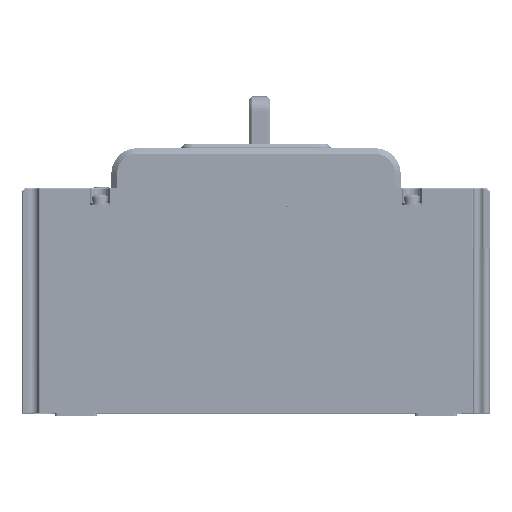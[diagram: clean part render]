
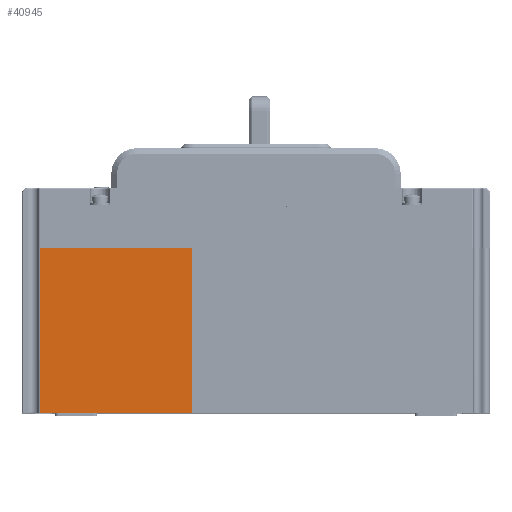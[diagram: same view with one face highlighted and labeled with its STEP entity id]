
A CAD part, top view. The second image highlights one B-rep face of the part: STEP entity #40945.
In plain terms, the highlighted planar face has unit normal (0, 0, 1).
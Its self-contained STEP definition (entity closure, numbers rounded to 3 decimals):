
#955=DIRECTION('',(-1.,0.,0.));
#956=VECTOR('',#955,53.675);
#957=CARTESIAN_POINT('',(-22.5,8.7,88.5));
#958=LINE('',#957,#956);
#9684=DIRECTION('',(0.,-1.,0.));
#9685=VECTOR('',#9684,58.297);
#9686=CARTESIAN_POINT('',(-76.175,8.7,88.5));
#9687=LINE('',#9686,#9685);
#9688=DIRECTION('',(0.,1.,0.));
#9689=VECTOR('',#9688,58.3);
#9690=CARTESIAN_POINT('',(-22.5,-49.6,88.5));
#9691=LINE('',#9690,#9689);
#9692=DIRECTION('',(1.,0.,0.));
#9693=VECTOR('',#9692,53.632);
#9694=CARTESIAN_POINT('',(-76.132,-49.6,88.5));
#9695=LINE('',#9694,#9693);
#9696=CARTESIAN_POINT('',(-76.175,-49.597,
88.5));
#9697=CARTESIAN_POINT('',(-76.168,-49.598,
88.5));
#9698=CARTESIAN_POINT('',(-76.154,-49.599,
88.5));
#9699=CARTESIAN_POINT('',(-76.139,-49.6,88.5));
#9700=CARTESIAN_POINT('',(-76.132,-49.6,88.5));
#25630=CARTESIAN_POINT('',(-22.5,8.7,88.5));
#25631=VERTEX_POINT('',#25630);
#26038=CARTESIAN_POINT('',(-22.5,-49.6,88.5));
#26040=VERTEX_POINT('',#26038);
#26607=CARTESIAN_POINT('',(-76.175,8.7,88.5));
#26609=VERTEX_POINT('',#26607);
#26610=CARTESIAN_POINT('',(-76.175,-49.597,
88.5));
#26611=VERTEX_POINT('',#26610);
#26612=VERTEX_POINT('',#9700);
#40932=CARTESIAN_POINT('',(0.,0.,88.5));
#40933=DIRECTION('',(0.,0.,1.));
#40934=DIRECTION('',(1.,0.,0.));
#40935=AXIS2_PLACEMENT_3D('',#40932,#40933,#40934);
#40936=PLANE('',#40935);
#40938=ORIENTED_EDGE('',*,*,#40937,.F.);
#40939=ORIENTED_EDGE('',*,*,#30451,.F.);
#40940=ORIENTED_EDGE('',*,*,#40862,.F.);
#40941=ORIENTED_EDGE('',*,*,#40875,.F.);
#40942=ORIENTED_EDGE('',*,*,#40903,.F.);
#40943=EDGE_LOOP('',(#40938,#40939,#40940,#40941,#40942));
#40944=FACE_OUTER_BOUND('',#40943,.F.);
#40945=ADVANCED_FACE('',(#40944),#40936,.T.);
#9701=B_SPLINE_CURVE_WITH_KNOTS('',3,(#9696,#9697,#9698,#9699,#9700),
.UNSPECIFIED.,.F.,.F.,(4,1,4),(0.,0.5,1.),.UNSPECIFIED.);
#30451=EDGE_CURVE('',#25631,#26609,#958,.T.);
#40862=EDGE_CURVE('',#26040,#25631,#9691,.T.);
#40875=EDGE_CURVE('',#26612,#26040,#9695,.T.);
#40903=EDGE_CURVE('',#26611,#26612,#9701,.T.);
#40937=EDGE_CURVE('',#26609,#26611,#9687,.T.);
